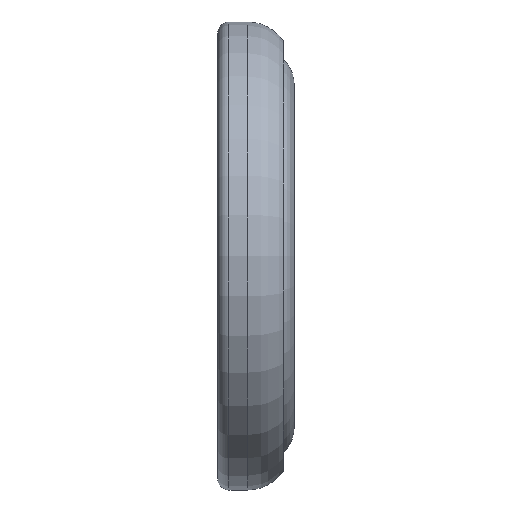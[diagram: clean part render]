
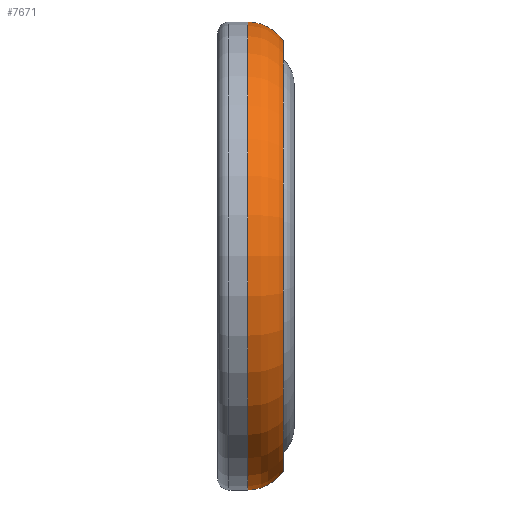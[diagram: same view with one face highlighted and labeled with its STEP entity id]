
A CAD part, top view. The second image highlights one B-rep face of the part: STEP entity #7671.
In plain terms, the highlighted toroidal (fillet/blend) face has major radius 5.122 mm and minor radius 1.153 mm.
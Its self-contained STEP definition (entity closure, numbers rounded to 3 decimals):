
#26=CARTESIAN_POINT('',(-1.25,0.,0.));
#27=DIRECTION('',(1.,0.,0.));
#28=DIRECTION('',(0.,1.,0.));
#29=AXIS2_PLACEMENT_3D('',#26,#27,#28);
#45=CARTESIAN_POINT('',(-1.25,5.123,0.));
#46=DIRECTION('',(0.,0.,1.));
#47=DIRECTION('',(0.824,0.566,0.));
#48=AXIS2_PLACEMENT_3D('',#45,#46,#47);
#50=CARTESIAN_POINT('',(-0.3,0.,0.));
#51=DIRECTION('',(1.,0.,0.));
#52=DIRECTION('',(0.,1.,0.));
#53=AXIS2_PLACEMENT_3D('',#50,#51,#52);
#55=CARTESIAN_POINT('',(-1.25,-5.123,0.));
#56=DIRECTION('',(0.,0.,-1.));
#57=DIRECTION('',(0.824,-0.566,0.));
#58=AXIS2_PLACEMENT_3D('',#55,#56,#57);
#5707=CARTESIAN_POINT('',(-0.3,5.775,0.));
#5709=VERTEX_POINT('',#5707);
#5710=CARTESIAN_POINT('',(-1.25,6.275,0.));
#5711=VERTEX_POINT('',#5710);
#5721=CARTESIAN_POINT('',(-0.3,-5.775,0.));
#5723=VERTEX_POINT('',#5721);
#5724=CARTESIAN_POINT('',(-1.25,-6.275,0.));
#5725=VERTEX_POINT('',#5724);
#7659=CARTESIAN_POINT('',(-1.25,0.,0.));
#7660=DIRECTION('',(-1.,0.,0.));
#7661=DIRECTION('',(0.,1.,0.));
#7662=AXIS2_PLACEMENT_3D('',#7659,#7660,#7661);
#7663=TOROIDAL_SURFACE('',#7662,5.123,1.153);
#7664=ORIENTED_EDGE('',*,*,#7649,.F.);
#7666=ORIENTED_EDGE('',*,*,#7665,.T.);
#7667=ORIENTED_EDGE('',*,*,#7652,.T.);
#7668=ORIENTED_EDGE('',*,*,#7623,.F.);
#7669=EDGE_LOOP('',(#7664,#7666,#7667,#7668));
#7670=FACE_OUTER_BOUND('',#7669,.F.);
#7671=ADVANCED_FACE('',(#7670),#7663,.T.);
#30=CIRCLE('',#29,6.275);
#49=CIRCLE('',#48,1.153);
#54=CIRCLE('',#53,5.775);
#59=CIRCLE('',#58,1.153);
#7623=EDGE_CURVE('',#5711,#5725,#30,.T.);
#7649=EDGE_CURVE('',#5709,#5711,#49,.T.);
#7652=EDGE_CURVE('',#5723,#5725,#59,.T.);
#7665=EDGE_CURVE('',#5709,#5723,#54,.T.);
